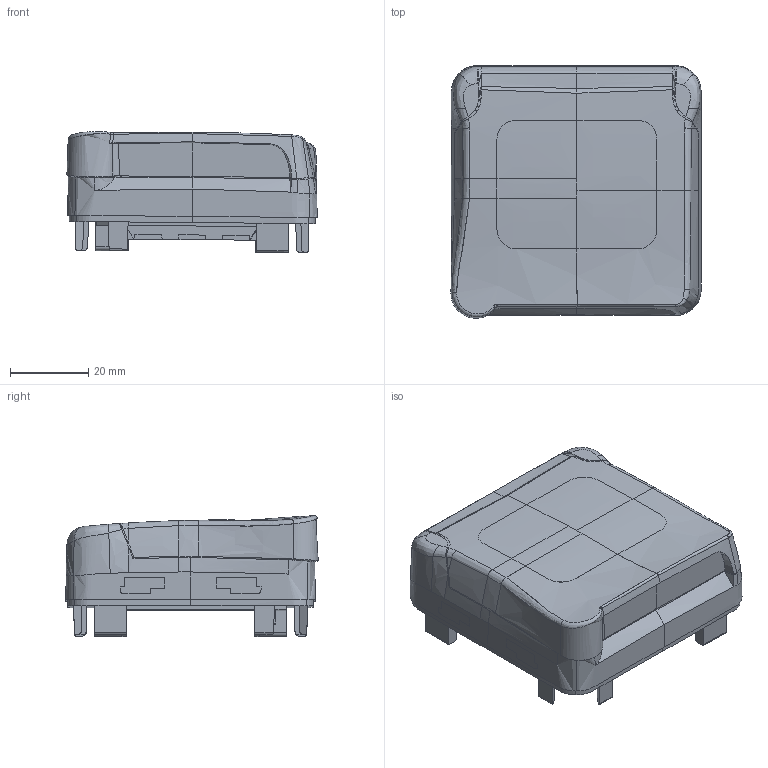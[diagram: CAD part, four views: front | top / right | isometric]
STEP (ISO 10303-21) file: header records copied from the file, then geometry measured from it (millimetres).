
FILE_DESCRIPTION(('CATIA V5 STEP Exchange','CAx-IF Rec.Pracs.--- Model Styling and Organization---1.5--- 2016-08-15','CAx-IF Rec.Pracs.---Supplemental Geometry---1.0---2011-11-01','CAx-IF Rec.Pracs.--- Composite Materials ---1.1---2010-07-15'),'2;1');
FILE_NAME('069580 _AllCATPart.stp','2021-10-26T12:37:45+00:00',('none'),('none'),'CATIA Version 5-6 Release 2020 SP3','CATIA V5 STEP AP214 v2','none');
FILE_SCHEMA(('AUTOMOTIVE_DESIGN { 1 0 10303 214 1 1 1 1 }'));
Length unit declared in the file: millimetre
Products named in the file (1): 069580 _AllCATPart
Bounding box: 64.11 x 64.71 x 31.02 mm (x, y, z)
Surface area: 19932.1 mm2 (no closed solid volume)
Topology: 0 solids, 16 shells, 325 faces, 1135 edges, 807 vertices
Faces by surface type: bspline 212, plane 83, cylinder 26, cone 4
Entity records: 27649 total; most frequent: CARTESIAN_POINT 20227, ORIENTED_EDGE 1936, EDGE_CURVE 1134, VERTEX_POINT 804, B_SPLINE_CURVE_WITH_KNOTS 790, DIRECTION 570, EDGE_LOOP 332, ADVANCED_FACE 325
